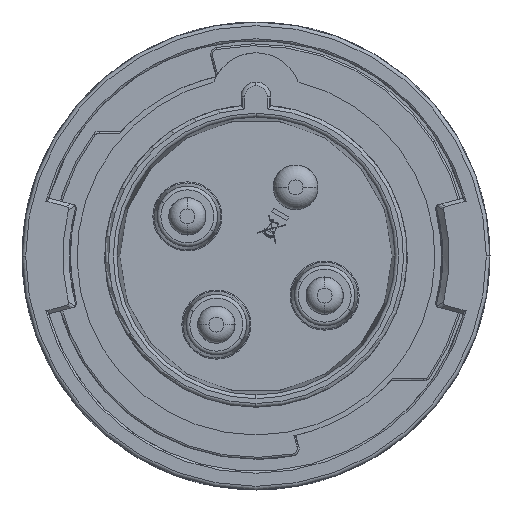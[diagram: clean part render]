
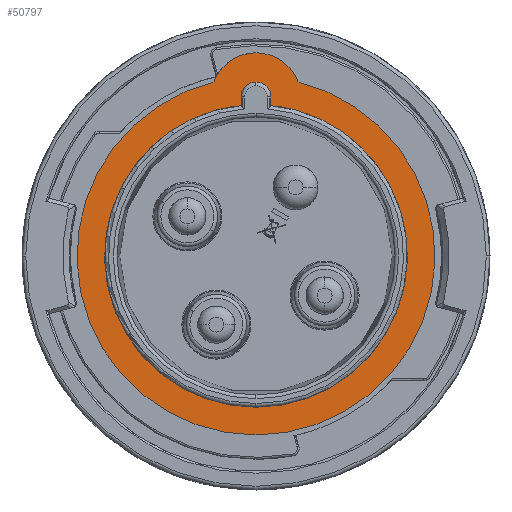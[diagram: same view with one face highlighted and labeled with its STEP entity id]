
A CAD part, front view. The second image highlights one B-rep face of the part: STEP entity #50797.
In plain terms, the highlighted planar face has unit normal (0, -1, 0).
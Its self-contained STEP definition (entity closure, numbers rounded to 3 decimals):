
#361 = CARTESIAN_POINT ( 'NONE',  ( 0., 46.845, 42.5 ) ) ;
#652 = DIRECTION ( 'NONE',  ( 0., -1., 0. ) ) ;
#991 = CARTESIAN_POINT ( 'NONE',  ( 0., 46.845, 0. ) ) ;
#2163 = DIRECTION ( 'NONE',  ( -1., 0., 0. ) ) ;
#2321 = EDGE_CURVE ( 'NONE', #39743, #38545, #42797, .T. ) ;
#2687 = FACE_OUTER_BOUND ( 'NONE', #39439, .T. ) ;
#2993 = CARTESIAN_POINT ( 'NONE',  ( 0., 46.845, 5.517 ) ) ;
#3281 = LINE ( 'NONE', #30044, #49617 ) ;
#4129 = EDGE_CURVE ( 'NONE', #37616, #39743, #49099, .T. ) ;
#4907 = DIRECTION ( 'NONE',  ( 0., 1., 0. ) ) ;
#6276 = AXIS2_PLACEMENT_3D ( 'NONE', #361, #652, #19004 ) ;
#6414 = DIRECTION ( 'NONE',  ( 0., -1., 0. ) ) ;
#8138 = VERTEX_POINT ( 'NONE', #42809 ) ;
#8429 = VERTEX_POINT ( 'NONE', #36740 ) ;
#9271 = VERTEX_POINT ( 'NONE', #59434 ) ;
#9518 = DIRECTION ( 'NONE',  ( 0., 0., 1. ) ) ;
#9532 = CARTESIAN_POINT ( 'NONE',  ( 0., 46.845, 42.5 ) ) ;
#9637 = AXIS2_PLACEMENT_3D ( 'NONE', #34915, #38868, #11479 ) ;
#11479 = DIRECTION ( 'NONE',  ( -1., 0., 0. ) ) ;
#11732 = DIRECTION ( 'NONE',  ( 0., 1., 0. ) ) ;
#12521 = CARTESIAN_POINT ( 'NONE',  ( 0., 46.845, 42.5 ) ) ;
#13693 = CIRCLE ( 'NONE', #44443, 4. ) ;
#13784 = VERTEX_POINT ( 'NONE', #24368 ) ;
#13989 = CARTESIAN_POINT ( 'NONE',  ( 0., 46.845, 0. ) ) ;
#14552 = CIRCLE ( 'NONE', #23195, 48. ) ;
#14814 = CARTESIAN_POINT ( 'NONE',  ( 0., 46.845, 42.5 ) ) ;
#14899 = CARTESIAN_POINT ( 'NONE',  ( 0., 46.845, 54.5 ) ) ;
#15855 = CIRCLE ( 'NONE', #45724, 4. ) ;
#16245 = EDGE_CURVE ( 'NONE', #20840, #13784, #31690, .T. ) ;
#17829 = CARTESIAN_POINT ( 'NONE',  ( 0., 46.845, 0. ) ) ;
#18275 = ORIENTED_EDGE ( 'NONE', *, *, #2321, .T. ) ;
#18413 = DIRECTION ( 'NONE',  ( 0., 0., 1. ) ) ;
#19004 = DIRECTION ( 'NONE',  ( 0., 0., 1. ) ) ;
#19079 = DIRECTION ( 'NONE',  ( 0., -1., 0. ) ) ;
#19355 = DIRECTION ( 'NONE',  ( 0., -1., 0. ) ) ;
#19586 = ORIENTED_EDGE ( 'NONE', *, *, #39112, .T. ) ;
#19725 = LINE ( 'NONE', #38092, #38661 ) ;
#20170 = CIRCLE ( 'NONE', #42274, 48. ) ;
#20449 = EDGE_CURVE ( 'NONE', #8138, #8429, #13693, .T. ) ;
#20840 = VERTEX_POINT ( 'NONE', #30586 ) ;
#21414 = EDGE_CURVE ( 'NONE', #9271, #20840, #49296, .T. ) ;
#23166 = AXIS2_PLACEMENT_3D ( 'NONE', #9532, #27846, #32374 ) ;
#23195 = AXIS2_PLACEMENT_3D ( 'NONE', #17829, #31051, #18413 ) ;
#24368 = CARTESIAN_POINT ( 'NONE',  ( 4., 46.845, 39.548 ) ) ;
#25024 = CARTESIAN_POINT ( 'NONE',  ( 0., 46.845, 0. ) ) ;
#27825 = CARTESIAN_POINT ( 'NONE',  ( -11.255, 46.845, 46.662 ) ) ;
#27846 = DIRECTION ( 'NONE',  ( 0., -1., 0. ) ) ;
#27950 = ORIENTED_EDGE ( 'NONE', *, *, #4129, .T. ) ;
#28670 = DIRECTION ( 'NONE',  ( -1., 0., 0. ) ) ;
#30044 = CARTESIAN_POINT ( 'NONE',  ( 4., 46.845, 42.5 ) ) ;
#30586 = CARTESIAN_POINT ( 'NONE',  ( 39.75, 46.845, 0. ) ) ;
#30853 = DIRECTION ( 'NONE',  ( 0., 1., 0. ) ) ;
#31051 = DIRECTION ( 'NONE',  ( 0., -1., 0. ) ) ;
#31690 = CIRCLE ( 'NONE', #9637, 39.75 ) ;
#32374 = DIRECTION ( 'NONE',  ( 0., 0., 1. ) ) ;
#32620 = VERTEX_POINT ( 'NONE', #37207 ) ;
#33210 = DIRECTION ( 'NONE',  ( 0., 0., 1. ) ) ;
#33874 = AXIS2_PLACEMENT_3D ( 'NONE', #991, #19355, #28670 ) ;
#34180 = ORIENTED_EDGE ( 'NONE', *, *, #20449, .T. ) ;
#34359 = ORIENTED_EDGE ( 'NONE', *, *, #21414, .F. ) ;
#34915 = CARTESIAN_POINT ( 'NONE',  ( 0., 46.845, 0. ) ) ;
#35721 = AXIS2_PLACEMENT_3D ( 'NONE', #25024, #6414, #2163 ) ;
#36110 = EDGE_CURVE ( 'NONE', #38545, #46335, #14552, .T. ) ;
#36740 = CARTESIAN_POINT ( 'NONE',  ( 0., 46.845, 46.5 ) ) ;
#37207 = CARTESIAN_POINT ( 'NONE',  ( 4., 46.845, 42.5 ) ) ;
#37342 = ORIENTED_EDGE ( 'NONE', *, *, #56088, .T. ) ;
#37616 = VERTEX_POINT ( 'NONE', #59326 ) ;
#38092 = CARTESIAN_POINT ( 'NONE',  ( -4., 46.845, 39.297 ) ) ;
#38545 = VERTEX_POINT ( 'NONE', #27825 ) ;
#38661 = VECTOR ( 'NONE', #44385, 1000. ) ;
#38868 = DIRECTION ( 'NONE',  ( 0., -1., 0. ) ) ;
#39112 = EDGE_CURVE ( 'NONE', #8429, #32620, #15855, .T. ) ;
#39439 = EDGE_LOOP ( 'NONE', ( #50639, #55403, #27950, #18275 ) ) ;
#39743 = VERTEX_POINT ( 'NONE', #14899 ) ;
#39861 = ORIENTED_EDGE ( 'NONE', *, *, #55390, .F. ) ;
#40905 = EDGE_CURVE ( 'NONE', #32620, #13784, #3281, .T. ) ;
#41638 = DIRECTION ( 'NONE',  ( 0., 0., 1. ) ) ;
#42274 = AXIS2_PLACEMENT_3D ( 'NONE', #13989, #19079, #33210 ) ;
#42797 = CIRCLE ( 'NONE', #6276, 12. ) ;
#42809 = CARTESIAN_POINT ( 'NONE',  ( -4., 46.845, 42.5 ) ) ;
#44045 = CARTESIAN_POINT ( 'NONE',  ( 0., 46.845, -48. ) ) ;
#44385 = DIRECTION ( 'NONE',  ( 0., 0., 1. ) ) ;
#44443 = AXIS2_PLACEMENT_3D ( 'NONE', #14814, #4907, #41638 ) ;
#44532 = DIRECTION ( 'NONE',  ( 1., 0., 0. ) ) ;
#45724 = AXIS2_PLACEMENT_3D ( 'NONE', #12521, #30853, #9518 ) ;
#45969 = ORIENTED_EDGE ( 'NONE', *, *, #16245, .F. ) ;
#46335 = VERTEX_POINT ( 'NONE', #44045 ) ;
#48665 = EDGE_LOOP ( 'NONE', ( #39861, #37342, #34180, #19586, #49659, #45969, #34359 ) ) ;
#48949 = AXIS2_PLACEMENT_3D ( 'NONE', #2993, #11732, #44532 ) ;
#49099 = CIRCLE ( 'NONE', #23166, 12. ) ;
#49296 = CIRCLE ( 'NONE', #33874, 39.75 ) ;
#49353 = CARTESIAN_POINT ( 'NONE',  ( -4., 46.845, 39.548 ) ) ;
#49617 = VECTOR ( 'NONE', #58068, 1000. ) ;
#49659 = ORIENTED_EDGE ( 'NONE', *, *, #40905, .T. ) ;
#50639 = ORIENTED_EDGE ( 'NONE', *, *, #36110, .T. ) ;
#50797 = ADVANCED_FACE ( 'NONE', ( #2687, #52956 ), #58082, .F. ) ;
#52942 = EDGE_CURVE ( 'NONE', #46335, #37616, #20170, .T. ) ;
#52956 = FACE_BOUND ( 'NONE', #48665, .T. ) ;
#55390 = EDGE_CURVE ( 'NONE', #59141, #9271, #58827, .T. ) ;
#55403 = ORIENTED_EDGE ( 'NONE', *, *, #52942, .T. ) ;
#56088 = EDGE_CURVE ( 'NONE', #59141, #8138, #19725, .T. ) ;
#58068 = DIRECTION ( 'NONE',  ( 0., 0., -1. ) ) ;
#58082 = PLANE ( 'NONE',  #48949 ) ;
#58827 = CIRCLE ( 'NONE', #35721, 39.75 ) ;
#59141 = VERTEX_POINT ( 'NONE', #49353 ) ;
#59326 = CARTESIAN_POINT ( 'NONE',  ( 11.255, 46.845, 46.662 ) ) ;
#59434 = CARTESIAN_POINT ( 'NONE',  ( -39.75, 46.845, 0. ) ) ;
